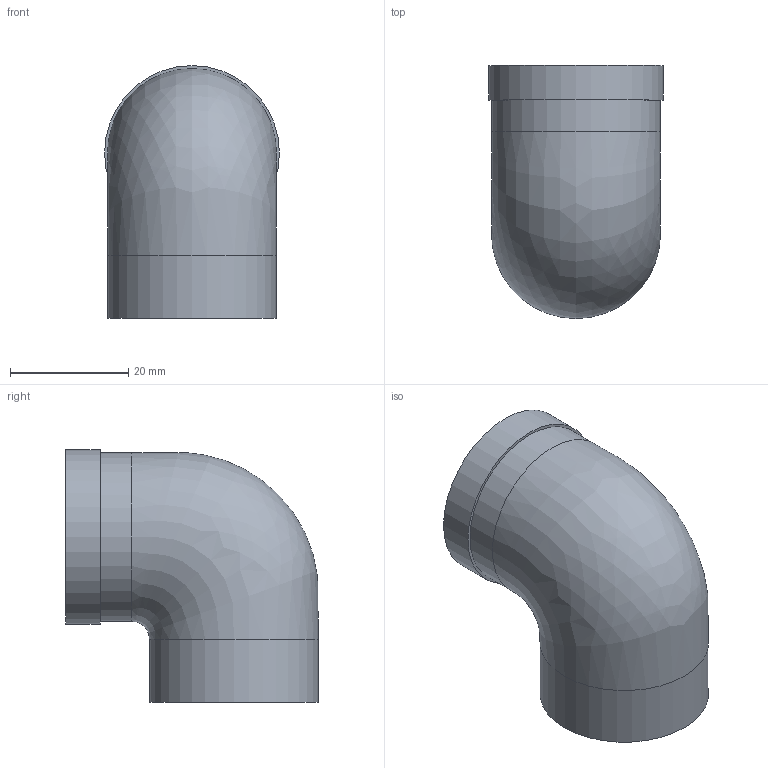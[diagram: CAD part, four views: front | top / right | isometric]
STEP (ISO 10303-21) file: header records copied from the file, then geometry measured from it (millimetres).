
FILE_DESCRIPTION(/* description */ (''),/* implementation_level */ '2;1');
FILE_NAME(/* name */ 'GIMV020012.ipt.stp',/* time_stamp */ '2014-01-07T15:46:20+01:00',/* author */ ('Marco de Biase'),/* organization */ (''),/* preprocessor_version */ 'ST-DEVELOPER v15.2',/* originating_system */ 'Autodesk Inventor 2014',/* authorisation */ '');
FILE_SCHEMA (('AUTOMOTIVE_DESIGN { 1 0 10303 214 3 1 1 }'));
Length unit declared in the file: millimetre
Products named in the file (1): GIMV020012
Bounding box: 29.6 x 42.8 x 42.8 mm (x, y, z)
Volume: 18922.6 mm3; surface area: 8621.6 mm2
Topology: 1 solids, 1 shells, 12 faces, 27 edges, 20 vertices
Faces by surface type: plane 5, cylinder 5, bspline 2
Full cylindrical faces by diameter (mm): 18.631 x1, 20 x1, 28.6 x2, 29.601 x1
Entity records: 7374 total; most frequent: CARTESIAN_POINT 7073, DIRECTION 58, ORIENTED_EDGE 42, AXIS2_PLACEMENT_3D 29, EDGE_LOOP 22, EDGE_CURVE 21, VERTEX_POINT 19, CIRCLE 18
